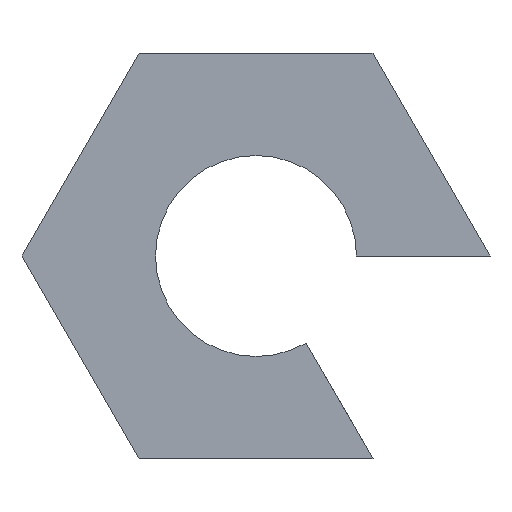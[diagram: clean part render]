
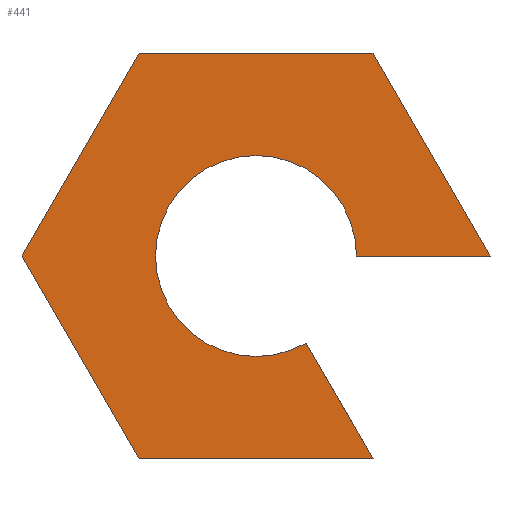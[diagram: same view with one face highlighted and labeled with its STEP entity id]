
A CAD part, front view. The second image highlights one B-rep face of the part: STEP entity #441.
In plain terms, the highlighted planar face has unit normal (0, -1, 0).
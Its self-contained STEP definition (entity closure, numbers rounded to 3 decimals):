
#143 = VERTEX_POINT('',#144);
#144 = CARTESIAN_POINT('',(0.875,-5.,-1.516));
#150 = EDGE_CURVE('',#143,#151,#153,.T.);
#151 = VERTEX_POINT('',#152);
#152 = CARTESIAN_POINT('',(2.038,-5.,-3.529));
#153 = LINE('',#154,#155);
#154 = CARTESIAN_POINT('',(0.,-5.,0.));
#155 = VECTOR('',#156,1.);
#156 = DIRECTION('',(0.5,0.,-0.866));
#294 = VERTEX_POINT('',#295);
#295 = CARTESIAN_POINT('',(4.075,-5.,0.));
#301 = EDGE_CURVE('',#294,#302,#304,.T.);
#302 = VERTEX_POINT('',#303);
#303 = CARTESIAN_POINT('',(1.75,-5.,0.));
#304 = LINE('',#305,#306);
#305 = CARTESIAN_POINT('',(2.5,-5.,0.));
#306 = VECTOR('',#307,1.);
#307 = DIRECTION('',(-1.,-0.,0.));
#335 = VERTEX_POINT('',#336);
#336 = CARTESIAN_POINT('',(2.038,-5.,3.529));
#342 = EDGE_CURVE('',#294,#335,#343,.T.);
#343 = LINE('',#344,#345);
#344 = CARTESIAN_POINT('',(4.075,-5.,0.));
#345 = VECTOR('',#346,1.);
#346 = DIRECTION('',(-0.5,0.,0.866));
#359 = VERTEX_POINT('',#360);
#360 = CARTESIAN_POINT('',(-2.038,-5.,3.529));
#366 = EDGE_CURVE('',#335,#359,#367,.T.);
#367 = LINE('',#368,#369);
#368 = CARTESIAN_POINT('',(2.038,-5.,3.529));
#369 = VECTOR('',#370,1.);
#370 = DIRECTION('',(-1.,-0.,0.));
#383 = VERTEX_POINT('',#384);
#384 = CARTESIAN_POINT('',(-4.075,-5.,0.));
#390 = EDGE_CURVE('',#359,#383,#391,.T.);
#391 = LINE('',#392,#393);
#392 = CARTESIAN_POINT('',(-2.038,-5.,3.529));
#393 = VECTOR('',#394,1.);
#394 = DIRECTION('',(-0.5,-0.,-0.866));
#406 = VERTEX_POINT('',#407);
#407 = CARTESIAN_POINT('',(-2.038,-5.,-3.529));
#413 = EDGE_CURVE('',#383,#406,#414,.T.);
#414 = LINE('',#415,#416);
#415 = CARTESIAN_POINT('',(-4.075,-5.,0.));
#416 = VECTOR('',#417,1.);
#417 = DIRECTION('',(0.5,0.,-0.866));
#430 = EDGE_CURVE('',#406,#151,#431,.T.);
#431 = LINE('',#432,#433);
#432 = CARTESIAN_POINT('',(-2.038,-5.,-3.529));
#433 = VECTOR('',#434,1.);
#434 = DIRECTION('',(1.,0.,0.));
#441 = ADVANCED_FACE('',(#442),#458,.F.);
#442 = FACE_BOUND('',#443,.F.);
#443 = EDGE_LOOP('',(#444,#445,#446,#447,#448,#455,#456,#457));
#444 = ORIENTED_EDGE('',*,*,#390,.F.);
#445 = ORIENTED_EDGE('',*,*,#366,.F.);
#446 = ORIENTED_EDGE('',*,*,#342,.F.);
#447 = ORIENTED_EDGE('',*,*,#301,.T.);
#448 = ORIENTED_EDGE('',*,*,#449,.T.);
#449 = EDGE_CURVE('',#302,#143,#450,.T.);
#450 = CIRCLE('',#451,1.75);
#451 = AXIS2_PLACEMENT_3D('',#452,#453,#454);
#452 = CARTESIAN_POINT('',(0.,-5.,0.));
#453 = DIRECTION('',(0.,-1.,0.));
#454 = DIRECTION('',(1.,0.,0.));
#455 = ORIENTED_EDGE('',*,*,#150,.T.);
#456 = ORIENTED_EDGE('',*,*,#430,.F.);
#457 = ORIENTED_EDGE('',*,*,#413,.F.);
#458 = PLANE('',#459);
#459 = AXIS2_PLACEMENT_3D('',#460,#461,#462);
#460 = CARTESIAN_POINT('',(0.,-5.,0.));
#461 = DIRECTION('',(0.,1.,0.));
#462 = DIRECTION('',(0.,0.,1.));
